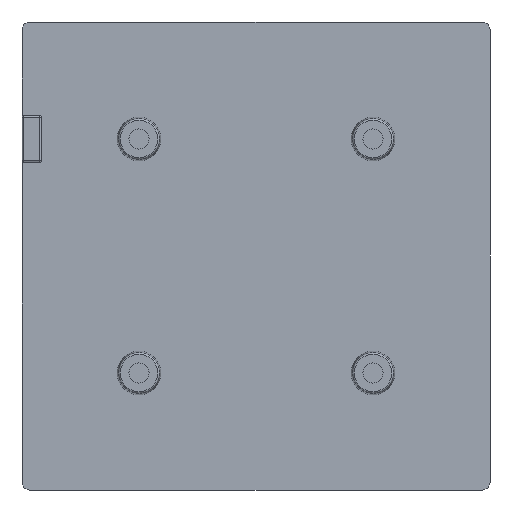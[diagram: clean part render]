
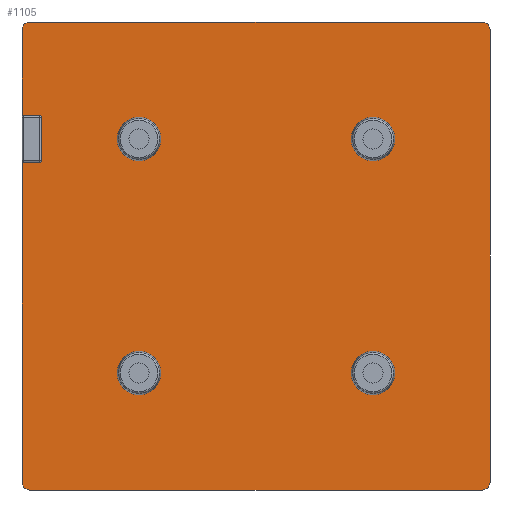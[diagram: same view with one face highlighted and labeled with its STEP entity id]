
A CAD part, front view. The second image highlights one B-rep face of the part: STEP entity #1105.
In plain terms, the highlighted planar face has unit normal (0, -1, 0).
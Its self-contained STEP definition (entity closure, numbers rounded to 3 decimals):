
#548=CARTESIAN_POINT('',(-42.7,0.,27.));
#549=VERTEX_POINT('',#548);
#556=CARTESIAN_POINT('',(-42.5,0.,27.2));
#557=VERTEX_POINT('',#556);
#558=CARTESIAN_POINT('',(-42.7,0.0,27.2));
#559=DIRECTION('',(0.0,1.,0.0));
#560=DIRECTION('',(0.707,0.0,-0.707));
#561=AXIS2_PLACEMENT_3D('',#558,#559,#560);
#562=CIRCLE('',#561,0.2);
#563=EDGE_CURVE('',#549,#557,#562,.F.);
#580=CARTESIAN_POINT('',(-44.8,0.,27.));
#581=VERTEX_POINT('',#580);
#588=CARTESIAN_POINT('',(-42.7,0.,27.));
#589=DIRECTION('',(-1.0,0.0,0.0));
#590=VECTOR('',#589,2.1);
#591=LINE('',#588,#590);
#592=EDGE_CURVE('',#549,#581,#591,.T.);
#604=CARTESIAN_POINT('',(-45.0,0.,27.2));
#605=VERTEX_POINT('',#604);
#612=CARTESIAN_POINT('',(-44.8,0.0,27.2));
#613=DIRECTION('',(0.0,1.,0.0));
#614=DIRECTION('',(-0.707,0.0,-0.707));
#615=AXIS2_PLACEMENT_3D('',#612,#613,#614);
#616=CIRCLE('',#615,0.2);
#617=EDGE_CURVE('',#605,#581,#616,.F.);
#629=CARTESIAN_POINT('',(-45.0,0.,32.8));
#630=VERTEX_POINT('',#629);
#690=CARTESIAN_POINT('',(-44.0,0.,45.0));
#691=VERTEX_POINT('',#690);
#701=CARTESIAN_POINT('',(-45.0,0.,44.0));
#702=VERTEX_POINT('',#701);
#710=CARTESIAN_POINT('',(-44.0,0.0,44.0));
#711=DIRECTION('',(0.0,1.,0.0));
#712=DIRECTION('',(-0.707,0.0,0.707));
#713=AXIS2_PLACEMENT_3D('',#710,#711,#712);
#714=CIRCLE('',#713,1.);
#715=EDGE_CURVE('',#702,#691,#714,.T.);
#751=CARTESIAN_POINT('',(-45.0,0.,-14.0));
#752=VERTEX_POINT('',#751);
#762=CARTESIAN_POINT('',(-44.0,0.,-15.0));
#763=VERTEX_POINT('',#762);
#771=CARTESIAN_POINT('',(-44.0,0.0,-14.0));
#772=DIRECTION('',(0.0,1.0,0.0));
#773=DIRECTION('',(-0.707,0.0,-0.707));
#774=AXIS2_PLACEMENT_3D('',#771,#772,#773);
#775=CIRCLE('',#774,1.0);
#776=EDGE_CURVE('',#763,#752,#775,.T.);
#812=CARTESIAN_POINT('',(14.0,0.,-15.0));
#813=VERTEX_POINT('',#812);
#823=CARTESIAN_POINT('',(15.0,0.0,-14.0));
#824=VERTEX_POINT('',#823);
#832=CARTESIAN_POINT('',(14.0,0.0,-14.0));
#833=DIRECTION('',(0.0,1.,0.0));
#834=DIRECTION('',(0.707,0.0,-0.707));
#835=AXIS2_PLACEMENT_3D('',#832,#833,#834);
#836=CIRCLE('',#835,1.0);
#837=EDGE_CURVE('',#824,#813,#836,.T.);
#873=CARTESIAN_POINT('',(15.0,0.0,44.0));
#874=VERTEX_POINT('',#873);
#884=CARTESIAN_POINT('',(14.0,0.,45.0));
#885=VERTEX_POINT('',#884);
#893=CARTESIAN_POINT('',(14.0,0.0,44.0));
#894=DIRECTION('',(0.0,1.0,0.0));
#895=DIRECTION('',(0.707,0.0,0.707));
#896=AXIS2_PLACEMENT_3D('',#893,#894,#895);
#897=CIRCLE('',#896,1.);
#898=EDGE_CURVE('',#885,#874,#897,.T.);
#909=CARTESIAN_POINT('',(14.0,0.,45.0));
#910=DIRECTION('',(-1.0,0.0,0.0));
#911=VECTOR('',#910,58.0);
#912=LINE('',#909,#911);
#913=EDGE_CURVE('',#885,#691,#912,.T.);
#938=CARTESIAN_POINT('',(15.0,0.0,-14.0));
#939=DIRECTION('',(0.0,0.0,1.0));
#940=VECTOR('',#939,58.0);
#941=LINE('',#938,#940);
#942=EDGE_CURVE('',#824,#874,#941,.T.);
#960=CARTESIAN_POINT('',(14.0,0.,-15.0));
#961=DIRECTION('',(-1.0,0.0,0.0));
#962=VECTOR('',#961,58.0);
#963=LINE('',#960,#962);
#964=EDGE_CURVE('',#813,#763,#963,.T.);
#982=CARTESIAN_POINT('',(-45.0,0.,27.2));
#983=DIRECTION('',(0.0,0.0,-1.0));
#984=VECTOR('',#983,41.2);
#985=LINE('',#982,#984);
#986=EDGE_CURVE('',#605,#752,#985,.T.);
#989=CARTESIAN_POINT('',(-45.0,0.,32.8));
#990=DIRECTION('',(0.0,0.0,1.0));
#991=VECTOR('',#990,11.2);
#992=LINE('',#989,#991);
#993=EDGE_CURVE('',#630,#702,#992,.T.);
#1010=CARTESIAN_POINT('',(15.0,0.0,-15.0));
#1011=DIRECTION('',(0.0,-1.0,0.0));
#1012=DIRECTION('',(0.0,0.0,-1.0));
#1013=AXIS2_PLACEMENT_3D('',#1010,#1011,#1012);
#1014=PLANE('',#1013);
#1015=ORIENTED_EDGE('',*,*,#837,.F.);
#1016=ORIENTED_EDGE('',*,*,#942,.T.);
#1017=ORIENTED_EDGE('',*,*,#898,.F.);
#1018=ORIENTED_EDGE('',*,*,#913,.T.);
#1019=ORIENTED_EDGE('',*,*,#715,.F.);
#1020=ORIENTED_EDGE('',*,*,#993,.F.);
#1021=CARTESIAN_POINT('',(-44.8,0.,33.0));
#1022=VERTEX_POINT('',#1021);
#1023=CARTESIAN_POINT('',(-44.8,0.0,32.8));
#1024=DIRECTION('',(0.0,1.,0.0));
#1025=DIRECTION('',(-0.707,0.0,0.707));
#1026=AXIS2_PLACEMENT_3D('',#1023,#1024,#1025);
#1027=CIRCLE('',#1026,0.2);
#1028=EDGE_CURVE('',#1022,#630,#1027,.F.);
#1029=ORIENTED_EDGE('',*,*,#1028,.F.);
#1030=CARTESIAN_POINT('',(-42.7,0.,33.0));
#1031=VERTEX_POINT('',#1030);
#1032=CARTESIAN_POINT('',(-44.8,0.,33.0));
#1033=DIRECTION('',(1.0,0.0,0.0));
#1034=VECTOR('',#1033,2.1);
#1035=LINE('',#1032,#1034);
#1036=EDGE_CURVE('',#1022,#1031,#1035,.T.);
#1037=ORIENTED_EDGE('',*,*,#1036,.T.);
#1038=CARTESIAN_POINT('',(-42.5,0.,32.8));
#1039=VERTEX_POINT('',#1038);
#1040=CARTESIAN_POINT('',(-42.7,0.0,32.8));
#1041=DIRECTION('',(0.0,1.,0.0));
#1042=DIRECTION('',(0.707,0.0,0.707));
#1043=AXIS2_PLACEMENT_3D('',#1040,#1041,#1042);
#1044=CIRCLE('',#1043,0.2);
#1045=EDGE_CURVE('',#1039,#1031,#1044,.F.);
#1046=ORIENTED_EDGE('',*,*,#1045,.F.);
#1047=CARTESIAN_POINT('',(-42.5,0.,32.8));
#1048=DIRECTION('',(0.0,0.0,-1.0));
#1049=VECTOR('',#1048,5.6);
#1050=LINE('',#1047,#1049);
#1051=EDGE_CURVE('',#1039,#557,#1050,.T.);
#1052=ORIENTED_EDGE('',*,*,#1051,.T.);
#1053=ORIENTED_EDGE('',*,*,#563,.F.);
#1054=ORIENTED_EDGE('',*,*,#592,.T.);
#1055=ORIENTED_EDGE('',*,*,#617,.F.);
#1056=ORIENTED_EDGE('',*,*,#986,.T.);
#1057=ORIENTED_EDGE('',*,*,#776,.F.);
#1058=ORIENTED_EDGE('',*,*,#964,.F.);
#1059=EDGE_LOOP('',(#1015,#1016,#1017,#1018,#1019,#1020,#1029,#1037,#1046,#1052,#1053,#1054,#1055,#1056,#1057,#1058));
#1060=FACE_OUTER_BOUND('',#1059,.T.);
#1061=CARTESIAN_POINT('',(0.0,0.,32.447));
#1062=VERTEX_POINT('',#1061);
#1063=CARTESIAN_POINT('',(0.0,0.0,30.0));
#1064=DIRECTION('',(0.0,1.0,0.0));
#1065=DIRECTION('',(0.0,0.0,1.0));
#1066=AXIS2_PLACEMENT_3D('',#1063,#1064,#1065);
#1067=CIRCLE('',#1066,2.447);
#1068=EDGE_CURVE('',#1062,#1062,#1067,.T.);
#1069=ORIENTED_EDGE('',*,*,#1068,.T.);
#1070=EDGE_LOOP('',(#1069));
#1071=FACE_BOUND('',#1070,.T.);
#1072=CARTESIAN_POINT('',(-30.0,0.,27.553));
#1073=VERTEX_POINT('',#1072);
#1074=CARTESIAN_POINT('',(-30.0,0.0,30.0));
#1075=DIRECTION('',(0.0,1.0,0.0));
#1076=DIRECTION('',(0.0,0.0,-1.0));
#1077=AXIS2_PLACEMENT_3D('',#1074,#1075,#1076);
#1078=CIRCLE('',#1077,2.447);
#1079=EDGE_CURVE('',#1073,#1073,#1078,.T.);
#1080=ORIENTED_EDGE('',*,*,#1079,.T.);
#1081=EDGE_LOOP('',(#1080));
#1082=FACE_BOUND('',#1081,.T.);
#1083=CARTESIAN_POINT('',(0.0,0.,-2.447));
#1084=VERTEX_POINT('',#1083);
#1085=CARTESIAN_POINT('',(0.0,0.0,0.0));
#1086=DIRECTION('',(0.0,1.0,0.0));
#1087=DIRECTION('',(0.0,0.0,-1.0));
#1088=AXIS2_PLACEMENT_3D('',#1085,#1086,#1087);
#1089=CIRCLE('',#1088,2.447);
#1090=EDGE_CURVE('',#1084,#1084,#1089,.T.);
#1091=ORIENTED_EDGE('',*,*,#1090,.T.);
#1092=EDGE_LOOP('',(#1091));
#1093=FACE_BOUND('',#1092,.T.);
#1094=CARTESIAN_POINT('',(-30.0,0.,2.447));
#1095=VERTEX_POINT('',#1094);
#1096=CARTESIAN_POINT('',(-30.0,0.0,0.0));
#1097=DIRECTION('',(0.0,1.0,0.0));
#1098=DIRECTION('',(0.0,0.0,1.0));
#1099=AXIS2_PLACEMENT_3D('',#1096,#1097,#1098);
#1100=CIRCLE('',#1099,2.447);
#1101=EDGE_CURVE('',#1095,#1095,#1100,.T.);
#1102=ORIENTED_EDGE('',*,*,#1101,.T.);
#1103=EDGE_LOOP('',(#1102));
#1104=FACE_BOUND('',#1103,.T.);
#1105=ADVANCED_FACE('',(#1060,#1071,#1082,#1093,#1104),#1014,.T.);
